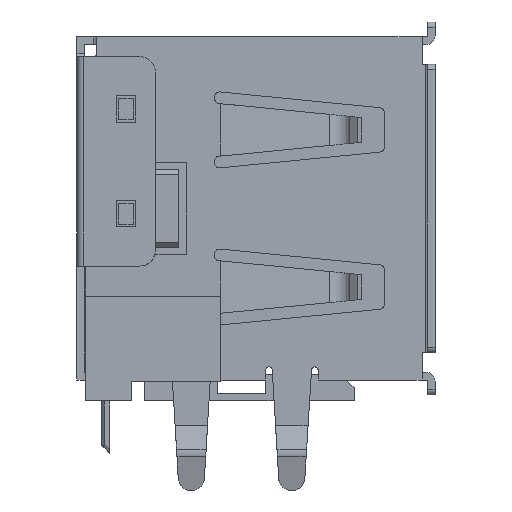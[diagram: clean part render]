
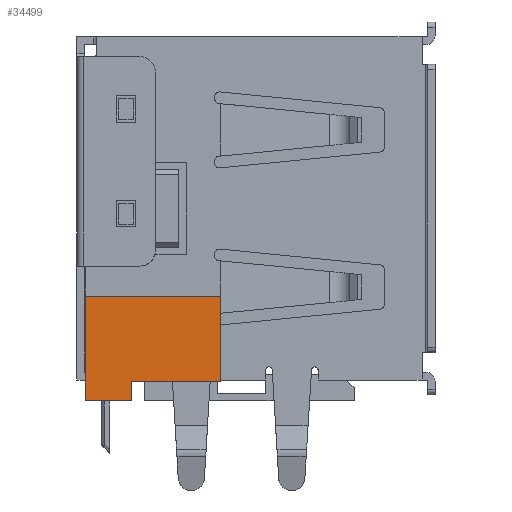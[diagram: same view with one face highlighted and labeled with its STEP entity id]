
A CAD part, left-side view. The second image highlights one B-rep face of the part: STEP entity #34499.
In plain terms, the highlighted planar face has unit normal (-1, 0, 0).
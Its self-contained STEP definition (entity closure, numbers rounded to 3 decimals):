
#3405 = PLANE('',#3406);
#3406 = AXIS2_PLACEMENT_3D('',#3407,#3408,#3409);
#3407 = CARTESIAN_POINT('',(-3.64,1.135,4.165));
#3408 = DIRECTION('',(0.,0.,1.));
#3409 = DIRECTION('',(1.,0.,0.));
#3433 = PLANE('',#3434);
#3434 = AXIS2_PLACEMENT_3D('',#3435,#3436,#3437);
#3435 = CARTESIAN_POINT('',(2.72,0.815,7.515));
#3436 = DIRECTION('',(0.,1.,0.));
#3437 = DIRECTION('',(-1.,0.,0.));
#6141 = PLANE('',#6142);
#6142 = AXIS2_PLACEMENT_3D('',#6143,#6144,#6145);
#6143 = CARTESIAN_POINT('',(3.36,-0.965,0.165));
#6144 = DIRECTION('',(0.,1.,0.));
#6145 = DIRECTION('',(0.,0.,1.));
#6258 = PLANE('',#6259);
#6259 = AXIS2_PLACEMENT_3D('',#6260,#6261,#6262);
#6260 = CARTESIAN_POINT('',(3.36,-0.965,0.915));
#6261 = DIRECTION('',(0.,0.,1.));
#6262 = DIRECTION('',(0.,-1.,0.));
#15559 = VERTEX_POINT('',#15560);
#15560 = CARTESIAN_POINT('',(-3.64,-0.965,0.915));
#15775 = VERTEX_POINT('',#15776);
#15776 = CARTESIAN_POINT('',(-3.64,-0.965,0.165));
#15790 = PLANE('',#15791);
#15791 = AXIS2_PLACEMENT_3D('',#15792,#15793,#15794);
#15792 = CARTESIAN_POINT('',(-2.24,1.135,0.165));
#15793 = DIRECTION('',(0.,0.,-1.));
#15794 = DIRECTION('',(-1.,0.,0.));
#15802 = EDGE_CURVE('',#15775,#15559,#15803,.T.);
#15803 = SURFACE_CURVE('',#15804,(#15808,#15815),.PCURVE_S1.);
#15804 = LINE('',#15805,#15806);
#15805 = CARTESIAN_POINT('',(-3.64,-0.965,0.165));
#15806 = VECTOR('',#15807,1.);
#15807 = DIRECTION('',(0.,0.,1.));
#15808 = PCURVE('',#6141,#15809);
#15809 = DEFINITIONAL_REPRESENTATION('',(#15810),#15814);
#15810 = LINE('',#15811,#15812);
#15811 = CARTESIAN_POINT('',(0.,-7.));
#15812 = VECTOR('',#15813,1.);
#15813 = DIRECTION('',(1.,0.));
#15814 = ( GEOMETRIC_REPRESENTATION_CONTEXT(2) 
PARAMETRIC_REPRESENTATION_CONTEXT() REPRESENTATION_CONTEXT('2D SPACE',''
  ) );
#15815 = PCURVE('',#15816,#15821);
#15816 = PLANE('',#15817);
#15817 = AXIS2_PLACEMENT_3D('',#15818,#15819,#15820);
#15818 = CARTESIAN_POINT('',(-3.64,1.135,0.165));
#15819 = DIRECTION('',(-1.,0.,0.));
#15820 = DIRECTION('',(0.,0.,1.));
#15821 = DEFINITIONAL_REPRESENTATION('',(#15822),#15826);
#15822 = LINE('',#15823,#15824);
#15823 = CARTESIAN_POINT('',(0.,-2.1));
#15824 = VECTOR('',#15825,1.);
#15825 = DIRECTION('',(1.,0.));
#15826 = ( GEOMETRIC_REPRESENTATION_CONTEXT(2) 
PARAMETRIC_REPRESENTATION_CONTEXT() REPRESENTATION_CONTEXT('2D SPACE',''
  ) );
#16246 = EDGE_CURVE('',#16247,#15559,#16249,.T.);
#16247 = VERTEX_POINT('',#16248);
#16248 = CARTESIAN_POINT('',(-3.64,-4.365,0.915));
#16249 = SURFACE_CURVE('',#16250,(#16254,#16261),.PCURVE_S1.);
#16250 = LINE('',#16251,#16252);
#16251 = CARTESIAN_POINT('',(-3.64,-4.365,0.915));
#16252 = VECTOR('',#16253,1.);
#16253 = DIRECTION('',(0.,1.,0.));
#16254 = PCURVE('',#6258,#16255);
#16255 = DEFINITIONAL_REPRESENTATION('',(#16256),#16260);
#16256 = LINE('',#16257,#16258);
#16257 = CARTESIAN_POINT('',(3.4,-7.));
#16258 = VECTOR('',#16259,1.);
#16259 = DIRECTION('',(-1.,0.));
#16260 = ( GEOMETRIC_REPRESENTATION_CONTEXT(2) 
PARAMETRIC_REPRESENTATION_CONTEXT() REPRESENTATION_CONTEXT('2D SPACE',''
  ) );
#16261 = PCURVE('',#15816,#16262);
#16262 = DEFINITIONAL_REPRESENTATION('',(#16263),#16267);
#16263 = LINE('',#16264,#16265);
#16264 = CARTESIAN_POINT('',(0.75,-5.5));
#16265 = VECTOR('',#16266,1.);
#16266 = DIRECTION('',(0.,1.));
#16267 = ( GEOMETRIC_REPRESENTATION_CONTEXT(2) 
PARAMETRIC_REPRESENTATION_CONTEXT() REPRESENTATION_CONTEXT('2D SPACE',''
  ) );
#16285 = PLANE('',#16286);
#16286 = AXIS2_PLACEMENT_3D('',#16287,#16288,#16289);
#16287 = CARTESIAN_POINT('',(-0.14,-4.365,7.515));
#16288 = DIRECTION('',(0.,1.,0.));
#16289 = DIRECTION('',(-1.,0.,0.));
#33782 = VERTEX_POINT('',#33783);
#33783 = CARTESIAN_POINT('',(-3.64,0.815,4.165));
#33804 = EDGE_CURVE('',#33805,#33782,#33807,.T.);
#33805 = VERTEX_POINT('',#33806);
#33806 = CARTESIAN_POINT('',(-3.64,0.815,0.165));
#33807 = SURFACE_CURVE('',#33808,(#33812,#33819),.PCURVE_S1.);
#33808 = LINE('',#33809,#33810);
#33809 = CARTESIAN_POINT('',(-3.64,0.815,0.165));
#33810 = VECTOR('',#33811,1.);
#33811 = DIRECTION('',(0.,0.,1.));
#33812 = PCURVE('',#3433,#33813);
#33813 = DEFINITIONAL_REPRESENTATION('',(#33814),#33818);
#33814 = LINE('',#33815,#33816);
#33815 = CARTESIAN_POINT('',(6.36,-7.35));
#33816 = VECTOR('',#33817,1.);
#33817 = DIRECTION('',(0.,1.));
#33818 = ( GEOMETRIC_REPRESENTATION_CONTEXT(2) 
PARAMETRIC_REPRESENTATION_CONTEXT() REPRESENTATION_CONTEXT('2D SPACE',''
  ) );
#33819 = PCURVE('',#15816,#33820);
#33820 = DEFINITIONAL_REPRESENTATION('',(#33821),#33825);
#33821 = LINE('',#33822,#33823);
#33822 = CARTESIAN_POINT('',(0.,-0.32));
#33823 = VECTOR('',#33824,1.);
#33824 = DIRECTION('',(1.,0.));
#33825 = ( GEOMETRIC_REPRESENTATION_CONTEXT(2) 
PARAMETRIC_REPRESENTATION_CONTEXT() REPRESENTATION_CONTEXT('2D SPACE',''
  ) );
#34066 = EDGE_CURVE('',#16247,#34067,#34069,.T.);
#34067 = VERTEX_POINT('',#34068);
#34068 = CARTESIAN_POINT('',(-3.64,-4.365,4.165));
#34069 = SURFACE_CURVE('',#34070,(#34074,#34081),.PCURVE_S1.);
#34070 = LINE('',#34071,#34072);
#34071 = CARTESIAN_POINT('',(-3.64,-4.365,0.915));
#34072 = VECTOR('',#34073,1.);
#34073 = DIRECTION('',(0.,0.,1.));
#34074 = PCURVE('',#16285,#34075);
#34075 = DEFINITIONAL_REPRESENTATION('',(#34076),#34080);
#34076 = LINE('',#34077,#34078);
#34077 = CARTESIAN_POINT('',(3.5,-6.6));
#34078 = VECTOR('',#34079,1.);
#34079 = DIRECTION('',(0.,1.));
#34080 = ( GEOMETRIC_REPRESENTATION_CONTEXT(2) 
PARAMETRIC_REPRESENTATION_CONTEXT() REPRESENTATION_CONTEXT('2D SPACE',''
  ) );
#34081 = PCURVE('',#15816,#34082);
#34082 = DEFINITIONAL_REPRESENTATION('',(#34083),#34087);
#34083 = LINE('',#34084,#34085);
#34084 = CARTESIAN_POINT('',(0.75,-5.5));
#34085 = VECTOR('',#34086,1.);
#34086 = DIRECTION('',(1.,0.));
#34087 = ( GEOMETRIC_REPRESENTATION_CONTEXT(2) 
PARAMETRIC_REPRESENTATION_CONTEXT() REPRESENTATION_CONTEXT('2D SPACE',''
  ) );
#34499 = ADVANCED_FACE('',(#34500),#15816,.T.);
#34500 = FACE_BOUND('',#34501,.F.);
#34501 = EDGE_LOOP('',(#34502,#34503,#34524,#34525,#34526,#34527));
#34502 = ORIENTED_EDGE('',*,*,#33804,.T.);
#34503 = ORIENTED_EDGE('',*,*,#34504,.T.);
#34504 = EDGE_CURVE('',#33782,#34067,#34505,.T.);
#34505 = SURFACE_CURVE('',#34506,(#34510,#34517),.PCURVE_S1.);
#34506 = LINE('',#34507,#34508);
#34507 = CARTESIAN_POINT('',(-3.64,0.815,4.165));
#34508 = VECTOR('',#34509,1.);
#34509 = DIRECTION('',(0.,-1.,0.));
#34510 = PCURVE('',#15816,#34511);
#34511 = DEFINITIONAL_REPRESENTATION('',(#34512),#34516);
#34512 = LINE('',#34513,#34514);
#34513 = CARTESIAN_POINT('',(4.,-0.32));
#34514 = VECTOR('',#34515,1.);
#34515 = DIRECTION('',(0.,-1.));
#34516 = ( GEOMETRIC_REPRESENTATION_CONTEXT(2) 
PARAMETRIC_REPRESENTATION_CONTEXT() REPRESENTATION_CONTEXT('2D SPACE',''
  ) );
#34517 = PCURVE('',#3405,#34518);
#34518 = DEFINITIONAL_REPRESENTATION('',(#34519),#34523);
#34519 = LINE('',#34520,#34521);
#34520 = CARTESIAN_POINT('',(0.,-0.32));
#34521 = VECTOR('',#34522,1.);
#34522 = DIRECTION('',(0.,-1.));
#34523 = ( GEOMETRIC_REPRESENTATION_CONTEXT(2) 
PARAMETRIC_REPRESENTATION_CONTEXT() REPRESENTATION_CONTEXT('2D SPACE',''
  ) );
#34524 = ORIENTED_EDGE('',*,*,#34066,.F.);
#34525 = ORIENTED_EDGE('',*,*,#16246,.T.);
#34526 = ORIENTED_EDGE('',*,*,#15802,.F.);
#34527 = ORIENTED_EDGE('',*,*,#34528,.F.);
#34528 = EDGE_CURVE('',#33805,#15775,#34529,.T.);
#34529 = SURFACE_CURVE('',#34530,(#34534,#34541),.PCURVE_S1.);
#34530 = LINE('',#34531,#34532);
#34531 = CARTESIAN_POINT('',(-3.64,0.815,0.165));
#34532 = VECTOR('',#34533,1.);
#34533 = DIRECTION('',(0.,-1.,0.));
#34534 = PCURVE('',#15816,#34535);
#34535 = DEFINITIONAL_REPRESENTATION('',(#34536),#34540);
#34536 = LINE('',#34537,#34538);
#34537 = CARTESIAN_POINT('',(0.,-0.32));
#34538 = VECTOR('',#34539,1.);
#34539 = DIRECTION('',(0.,-1.));
#34540 = ( GEOMETRIC_REPRESENTATION_CONTEXT(2) 
PARAMETRIC_REPRESENTATION_CONTEXT() REPRESENTATION_CONTEXT('2D SPACE',''
  ) );
#34541 = PCURVE('',#15790,#34542);
#34542 = DEFINITIONAL_REPRESENTATION('',(#34543),#34547);
#34543 = LINE('',#34544,#34545);
#34544 = CARTESIAN_POINT('',(1.4,-0.32));
#34545 = VECTOR('',#34546,1.);
#34546 = DIRECTION('',(0.,-1.));
#34547 = ( GEOMETRIC_REPRESENTATION_CONTEXT(2) 
PARAMETRIC_REPRESENTATION_CONTEXT() REPRESENTATION_CONTEXT('2D SPACE',''
  ) );
